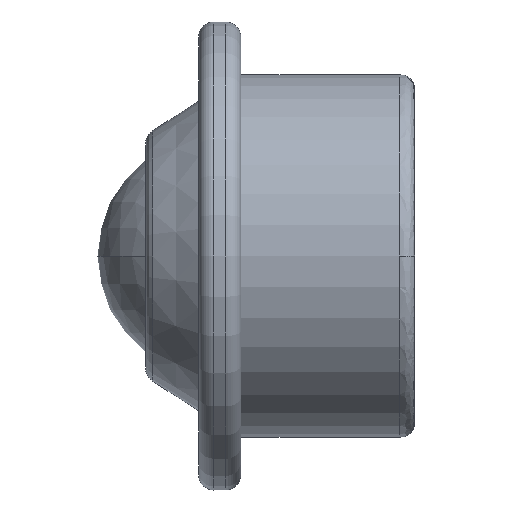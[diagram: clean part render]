
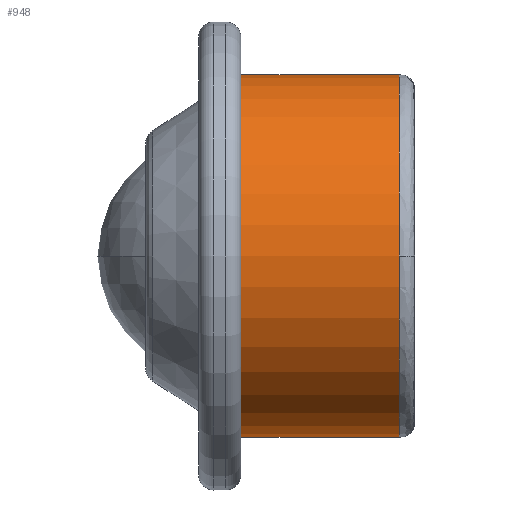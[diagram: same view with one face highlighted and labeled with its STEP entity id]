
A CAD part, left-side view. The second image highlights one B-rep face of the part: STEP entity #948.
In plain terms, the highlighted cylindrical face has radius 12 mm (diameter 24 mm), a partial arc.
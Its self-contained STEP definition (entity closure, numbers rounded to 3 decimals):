
#3 = DIRECTION ( 'NONE',  ( 0., 0., -1. ) ) ;
#41 = ORIENTED_EDGE ( 'NONE', *, *, #219, .T. ) ;
#122 = CARTESIAN_POINT ( 'NONE',  ( 0., -1.563, 0. ) ) ;
#219 = EDGE_CURVE ( 'NONE', #851, #642, #453, .T. ) ;
#251 = CARTESIAN_POINT ( 'NONE',  ( 0., -12.063, 0. ) ) ;
#252 = EDGE_CURVE ( 'NONE', #799, #642, #656, .T. ) ;
#254 = VERTEX_POINT ( 'NONE', #1170 ) ;
#311 = CARTESIAN_POINT ( 'NONE',  ( -12., -12.063, 0. ) ) ;
#325 = FACE_OUTER_BOUND ( 'NONE', #957, .T. ) ;
#334 = DIRECTION ( 'NONE',  ( 0., 0., 1. ) ) ;
#341 = CIRCLE ( 'NONE', #1187, 12. ) ;
#366 = ORIENTED_EDGE ( 'NONE', *, *, #252, .F. ) ;
#452 = VERTEX_POINT ( 'NONE', #311 ) ;
#453 = CIRCLE ( 'NONE', #481, 12. ) ;
#481 = AXIS2_PLACEMENT_3D ( 'NONE', #122, #1046, #3 ) ;
#549 = CARTESIAN_POINT ( 'NONE',  ( 0., -12.063, 0. ) ) ;
#629 = EDGE_CURVE ( 'NONE', #254, #452, #341, .T. ) ;
#642 = VERTEX_POINT ( 'NONE', #699 ) ;
#647 = EDGE_CURVE ( 'NONE', #452, #799, #1474, .T. ) ;
#656 = LINE ( 'NONE', #1277, #1208 ) ;
#699 = CARTESIAN_POINT ( 'NONE',  ( 0., -1.563, -12. ) ) ;
#721 = DIRECTION ( 'NONE',  ( 0., -1., 0. ) ) ;
#788 = LINE ( 'NONE', #1006, #1387 ) ;
#799 = VERTEX_POINT ( 'NONE', #1076 ) ;
#824 = DIRECTION ( 'NONE',  ( 0., -1., 0. ) ) ;
#851 = VERTEX_POINT ( 'NONE', #1097 ) ;
#884 = ORIENTED_EDGE ( 'NONE', *, *, #647, .F. ) ;
#948 = ADVANCED_FACE ( 'NONE', ( #325 ), #1312, .T. ) ;
#957 = EDGE_LOOP ( 'NONE', ( #366, #884, #1305, #1467, #41 ) ) ;
#1006 = CARTESIAN_POINT ( 'NONE',  ( 0., -12.063, 12. ) ) ;
#1007 = EDGE_CURVE ( 'NONE', #254, #851, #788, .T. ) ;
#1046 = DIRECTION ( 'NONE',  ( 0., -1., 0. ) ) ;
#1052 = AXIS2_PLACEMENT_3D ( 'NONE', #549, #1373, #334 ) ;
#1057 = DIRECTION ( 'NONE',  ( 0., 0., -1. ) ) ;
#1061 = DIRECTION ( 'NONE',  ( 0., 0., -1. ) ) ;
#1071 = DIRECTION ( 'NONE',  ( 0., 1., 0. ) ) ;
#1076 = CARTESIAN_POINT ( 'NONE',  ( 0., -12.063, -12. ) ) ;
#1097 = CARTESIAN_POINT ( 'NONE',  ( 0., -1.563, 12. ) ) ;
#1163 = CARTESIAN_POINT ( 'NONE',  ( 0., -12.063, 0. ) ) ;
#1170 = CARTESIAN_POINT ( 'NONE',  ( 0., -12.063, 12. ) ) ;
#1187 = AXIS2_PLACEMENT_3D ( 'NONE', #1163, #824, #1057 ) ;
#1208 = VECTOR ( 'NONE', #1071, 1000. ) ;
#1235 = DIRECTION ( 'NONE',  ( 0., 1., 0. ) ) ;
#1277 = CARTESIAN_POINT ( 'NONE',  ( 0., -12.063, -12. ) ) ;
#1294 = AXIS2_PLACEMENT_3D ( 'NONE', #251, #721, #1061 ) ;
#1305 = ORIENTED_EDGE ( 'NONE', *, *, #629, .F. ) ;
#1312 = CYLINDRICAL_SURFACE ( 'NONE', #1052, 12. ) ;
#1373 = DIRECTION ( 'NONE',  ( 0., 1., 0. ) ) ;
#1387 = VECTOR ( 'NONE', #1235, 1000. ) ;
#1467 = ORIENTED_EDGE ( 'NONE', *, *, #1007, .T. ) ;
#1474 = CIRCLE ( 'NONE', #1294, 12. ) ;
